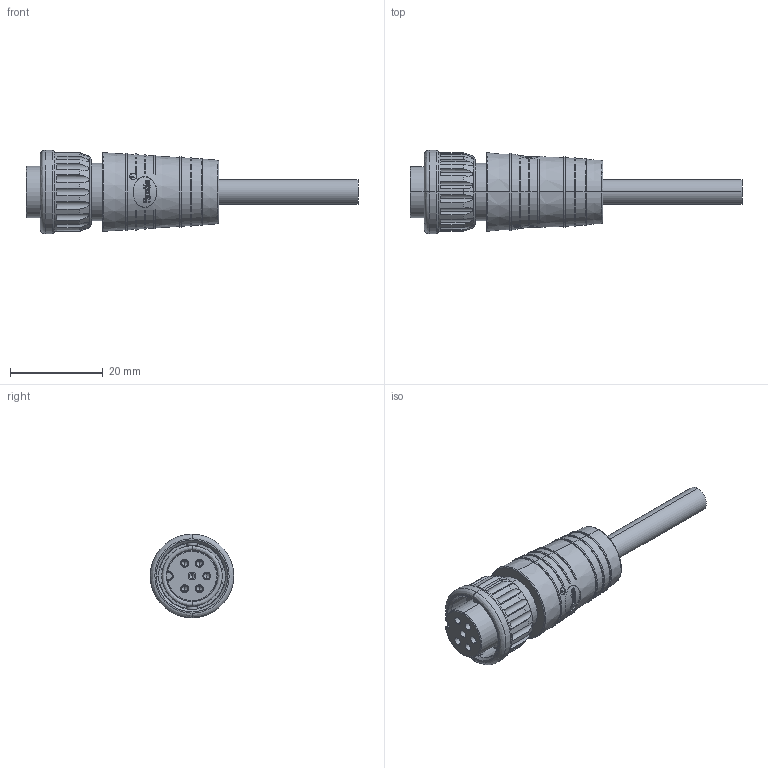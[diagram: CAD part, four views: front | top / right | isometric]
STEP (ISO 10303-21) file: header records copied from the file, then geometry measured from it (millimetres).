
FILE_DESCRIPTION (( 'STEP AP203' ), '1' );
FILE_NAME ('P148.STEP', '2020-03-31T03:52:28', ( 'edpusr' ), ( 'Microsoft' ), 'SwSTEP 2.0', 'SolidWorks 2015', '' );
FILE_SCHEMA (( 'CONFIG_CONTROL_DESIGN' ));
Length unit declared in the file: millimetre
Products named in the file (1): P148
Bounding box: 71.5 x 18 x 18 mm (x, y, z)
Volume: 7741.8 mm3; surface area: 4607.1 mm2
Topology: 2 solids, 2 shells, 718 faces, 1930 edges, 1264 vertices
Faces by surface type: bspline 455, cylinder 100, plane 95, cone 68
Entity records: 53835 total; most frequent: CARTESIAN_POINT 38744, ORIENTED_EDGE 3830, EDGE_CURVE 1915, DIRECTION 1840, VERTEX_POINT 1264, B_SPLINE_CURVE_WITH_KNOTS 868, EDGE_LOOP 783, VECTOR 736
